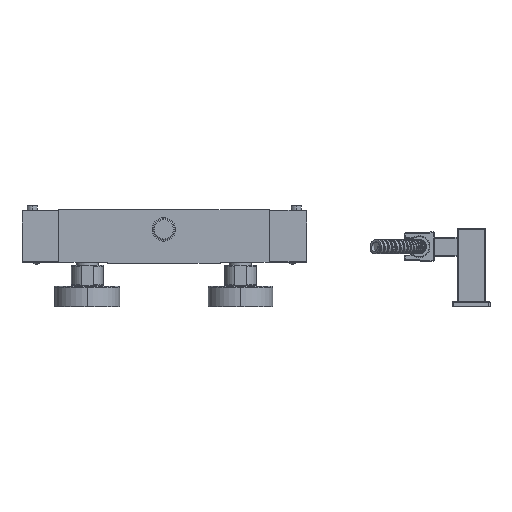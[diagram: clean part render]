
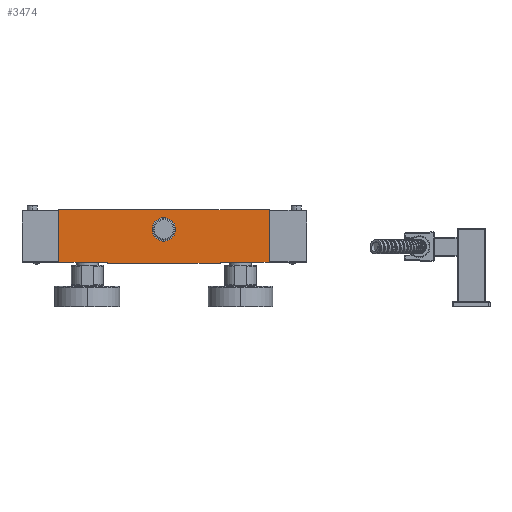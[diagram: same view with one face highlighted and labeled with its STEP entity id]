
A CAD part, front view. The second image highlights one B-rep face of the part: STEP entity #3474.
In plain terms, the highlighted planar face has unit normal (0, -1, 0).
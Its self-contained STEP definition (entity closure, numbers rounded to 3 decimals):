
#428=DIRECTION('',(0.,0.,1.));
#429=VECTOR('',#428,51.);
#430=CARTESIAN_POINT('',(-103.,-18.75,-25.));
#431=LINE('',#430,#429);
#600=CARTESIAN_POINT('',(-58.,-18.75,-30.));
#601=DIRECTION('',(0.,1.,0.));
#602=DIRECTION('',(0.,0.,1.));
#603=AXIS2_PLACEMENT_3D('',#600,#601,#602);
#610=DIRECTION('',(1.,0.,0.));
#611=VECTOR('',#610,45.);
#612=CARTESIAN_POINT('',(-103.,-18.75,-25.));
#613=LINE('',#612,#611);
#614=DIRECTION('',(-1.,0.,0.));
#615=VECTOR('',#614,45.);
#616=CARTESIAN_POINT('',(103.,-18.75,-25.));
#617=LINE('',#616,#615);
#618=DIRECTION('',(1.,0.,0.));
#619=VECTOR('',#618,110.);
#620=CARTESIAN_POINT('',(-55.,-18.75,-26.));
#621=LINE('',#620,#619);
#639=CARTESIAN_POINT('',(58.,-18.75,-30.));
#640=DIRECTION('',(0.,1.,0.));
#641=DIRECTION('',(-0.6,0.,0.8));
#642=AXIS2_PLACEMENT_3D('',#639,#640,#641);
#662=DIRECTION('',(0.,0.,1.));
#663=VECTOR('',#662,51.);
#664=CARTESIAN_POINT('',(103.,-18.75,-25.));
#665=LINE('',#664,#663);
#674=DIRECTION('',(1.,0.,0.));
#675=VECTOR('',#674,206.);
#676=CARTESIAN_POINT('',(-103.,-18.75,26.));
#677=LINE('',#676,#675);
#1524=CARTESIAN_POINT('',(0.,-18.75,7.));
#1525=DIRECTION('',(0.,-1.,0.));
#1526=DIRECTION('',(1.,0.,0.));
#1527=AXIS2_PLACEMENT_3D('',#1524,#1525,#1526);
#1534=CARTESIAN_POINT('',(0.,-18.75,7.));
#1535=DIRECTION('',(0.,-1.,0.));
#1536=DIRECTION('',(-1.,0.,0.));
#1537=AXIS2_PLACEMENT_3D('',#1534,#1535,#1536);
#2142=CARTESIAN_POINT('',(103.,-18.75,26.));
#2144=VERTEX_POINT('',#2142);
#2146=CARTESIAN_POINT('',(-103.,-18.75,26.));
#2148=VERTEX_POINT('',#2146);
#2151=CARTESIAN_POINT('',(103.,-18.75,-25.));
#2153=VERTEX_POINT('',#2151);
#2154=CARTESIAN_POINT('',(-103.,-18.75,-25.));
#2155=VERTEX_POINT('',#2154);
#2158=CARTESIAN_POINT('',(58.,-18.75,-25.));
#2159=VERTEX_POINT('',#2158);
#2162=CARTESIAN_POINT('',(-58.,-18.75,-25.));
#2163=VERTEX_POINT('',#2162);
#2166=CARTESIAN_POINT('',(-55.,-18.75,-26.));
#2167=CARTESIAN_POINT('',(55.,-18.75,-26.));
#2168=VERTEX_POINT('',#2166);
#2169=VERTEX_POINT('',#2167);
#2580=CARTESIAN_POINT('',(11.5,-18.75,7.));
#2581=CARTESIAN_POINT('',(-11.5,-18.75,7.));
#2582=VERTEX_POINT('',#2580);
#2583=VERTEX_POINT('',#2581);
#3448=CARTESIAN_POINT('',(-125.4,-18.75,-26.));
#3449=DIRECTION('',(0.,1.,0.));
#3450=DIRECTION('',(0.,0.,1.));
#3451=AXIS2_PLACEMENT_3D('',#3448,#3449,#3450);
#3452=PLANE('',#3451);
#3454=ORIENTED_EDGE('',*,*,#3453,.F.);
#3455=ORIENTED_EDGE('',*,*,#3433,.F.);
#3456=ORIENTED_EDGE('',*,*,#2963,.F.);
#3457=ORIENTED_EDGE('',*,*,#3011,.T.);
#3459=ORIENTED_EDGE('',*,*,#3458,.T.);
#3461=ORIENTED_EDGE('',*,*,#3460,.F.);
#3463=ORIENTED_EDGE('',*,*,#3462,.T.);
#3465=ORIENTED_EDGE('',*,*,#3464,.F.);
#3466=EDGE_LOOP('',(#3454,#3455,#3456,#3457,#3459,#3461,#3463,#3465));
#3467=FACE_OUTER_BOUND('',#3466,.F.);
#3469=ORIENTED_EDGE('',*,*,#3468,.T.);
#3471=ORIENTED_EDGE('',*,*,#3470,.T.);
#3472=EDGE_LOOP('',(#3469,#3471));
#3473=FACE_BOUND('',#3472,.F.);
#3474=ADVANCED_FACE('',(#3467,#3473),#3452,.F.);
#604=CIRCLE('',#603,5.);
#643=CIRCLE('',#642,5.);
#1528=CIRCLE('',#1527,11.5);
#1538=CIRCLE('',#1537,11.5);
#2963=EDGE_CURVE('',#2155,#2163,#613,.T.);
#3011=EDGE_CURVE('',#2155,#2148,#431,.T.);
#3433=EDGE_CURVE('',#2163,#2168,#604,.T.);
#3453=EDGE_CURVE('',#2168,#2169,#621,.T.);
#3458=EDGE_CURVE('',#2148,#2144,#677,.T.);
#3460=EDGE_CURVE('',#2153,#2144,#665,.T.);
#3462=EDGE_CURVE('',#2153,#2159,#617,.T.);
#3464=EDGE_CURVE('',#2169,#2159,#643,.T.);
#3468=EDGE_CURVE('',#2582,#2583,#1528,.T.);
#3470=EDGE_CURVE('',#2583,#2582,#1538,.T.);
